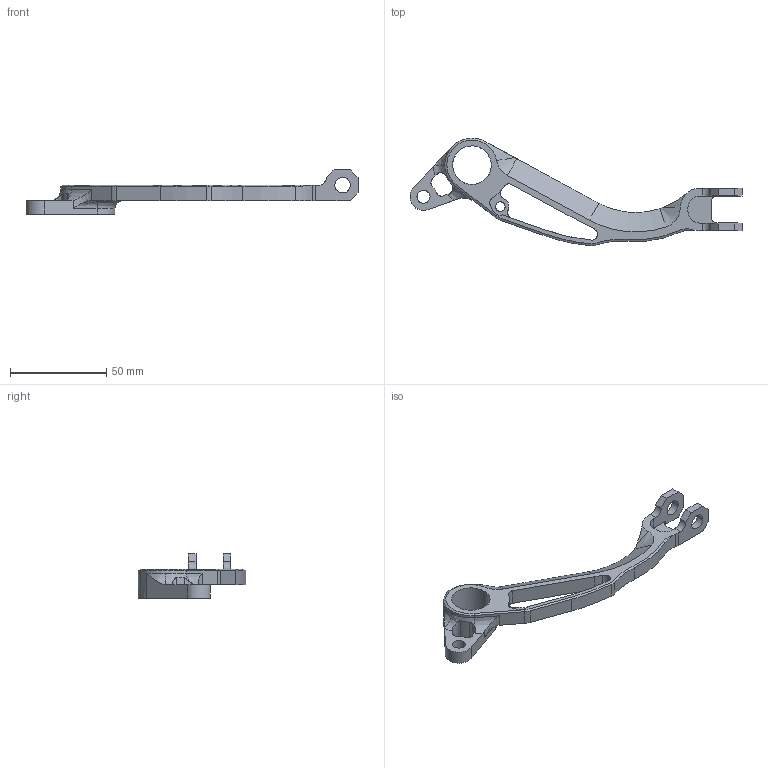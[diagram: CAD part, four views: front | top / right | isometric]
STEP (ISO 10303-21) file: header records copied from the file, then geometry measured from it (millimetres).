
FILE_DESCRIPTION (( 'STEP AP214' ), '1' );
FILE_NAME ('leva freno RACE piegata_job_render.STEP', '2022-07-15T11:58:43', ( '' ), ( '' ), 'SwSTEP 2.0', 'SolidWorks 2021', '' );
FILE_SCHEMA (( 'AUTOMOTIVE_DESIGN' ));
Length unit declared in the file: millimetre
Products named in the file (1): leva freno RACE piegata_job_render
Bounding box: 172.12 x 55.81 x 23 mm (x, y, z)
Volume: 21630.4 mm3; surface area: 12358 mm2
Topology: 1 solids, 1 shells, 98 faces, 279 edges, 182 vertices
Faces by surface type: bspline 98
Entity records: 4107 total; most frequent: CARTESIAN_POINT 2528, ORIENTED_EDGE 558, EDGE_CURVE 279, VERTEX_POINT 182, B_SPLINE_CURVE_WITH_KNOTS 165, EDGE_LOOP 111, FACE_OUTER_BOUND 98, ADVANCED_FACE 98
